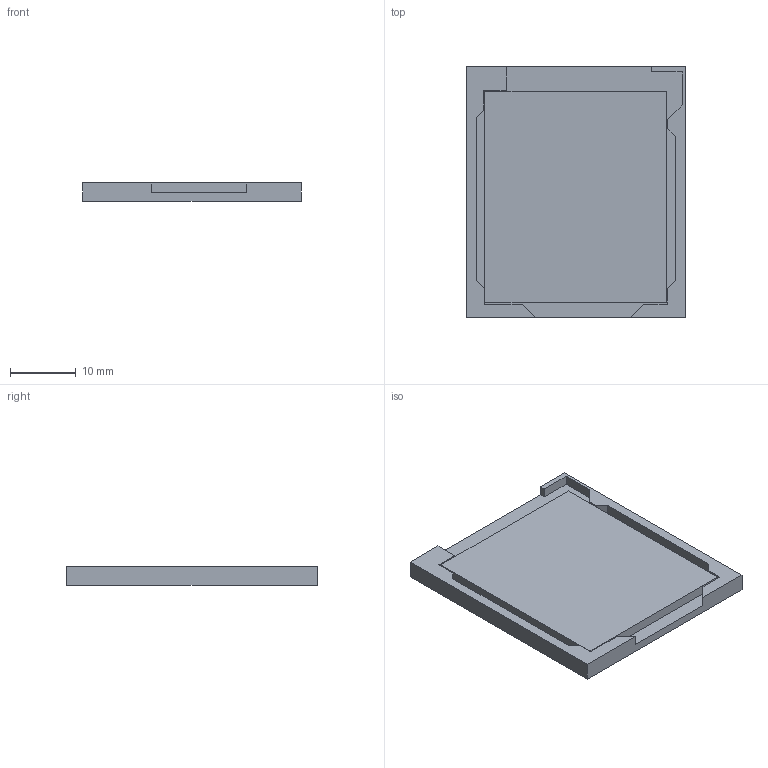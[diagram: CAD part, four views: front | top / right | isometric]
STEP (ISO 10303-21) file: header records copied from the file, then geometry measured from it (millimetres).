
FILE_DESCRIPTION (( 'STEP AP214' ), '1' );
FILE_NAME ('LCD Display.STEP', '2018-03-10T08:23:52', ( '' ), ( '' ), 'SwSTEP 2.0', 'SolidWorks 2015', '' );
FILE_SCHEMA (( 'AUTOMOTIVE_DESIGN' ));
Length unit declared in the file: millimetre
Products named in the file (2): LCD Display
Bounding box: 33.2 x 38 x 2.75 mm (x, y, z)
Volume: 3149.1 mm3; surface area: 3185.5 mm2
Topology: 1 solids, 1 shells, 33 faces, 90 edges, 60 vertices
Faces by surface type: plane 33
Entity records: 1128 total; most frequent: CARTESIAN_POINT 185, ORIENTED_EDGE 180, DIRECTION 160, VECTOR 90, EDGE_CURVE 90, LINE 90, VERTEX_POINT 60, AXIS2_PLACEMENT_3D 35
